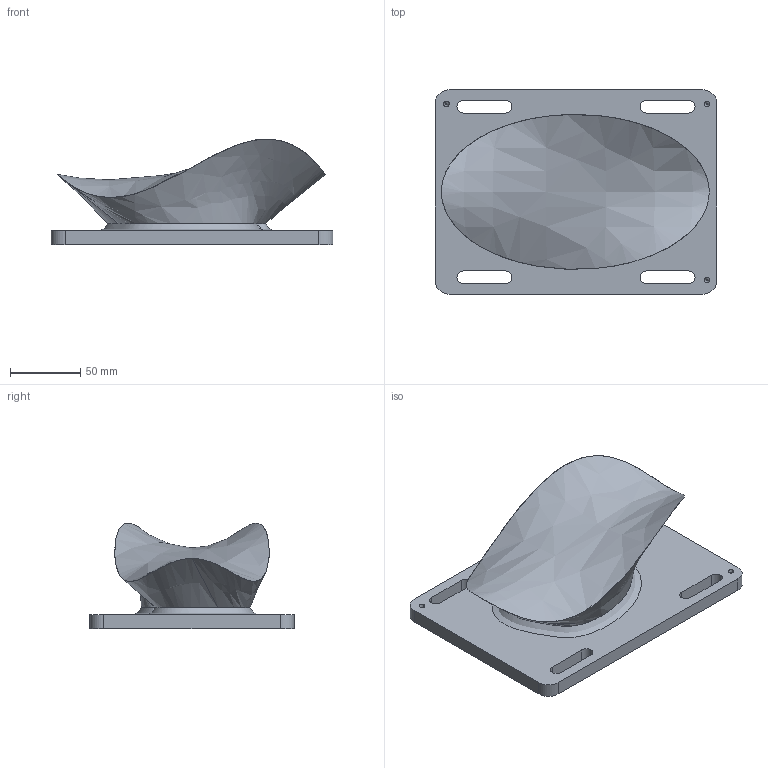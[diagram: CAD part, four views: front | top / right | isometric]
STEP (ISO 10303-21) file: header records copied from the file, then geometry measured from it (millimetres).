
FILE_DESCRIPTION (( 'STEP AP203' ), '1' );
FILE_NAME ('3D_Part_V3.STEP', '2023-11-06T11:49:52', ( '' ), ( '' ), 'SwSTEP 2.0', 'SolidWorks 2020', '' );
FILE_SCHEMA (( 'CONFIG_CONTROL_DESIGN' ));
Length unit declared in the file: millimetre
Products named in the file (1): 3D_Part_V3
Bounding box: 200 x 145 x 75.05 mm (x, y, z)
Surface area: 102445.6 mm2 (no closed solid volume)
Topology: 0 solids, 3 shells, 47 faces, 122 edges, 80 vertices
Faces by surface type: plane 18, cylinder 16, bspline 7, cone 6
Entity records: 6664 total; most frequent: CARTESIAN_POINT 5446, ORIENTED_EDGE 234, DIRECTION 228, EDGE_CURVE 120, AXIS2_PLACEMENT_3D 85, VERTEX_POINT 80, EDGE_LOOP 59, VECTOR 58
